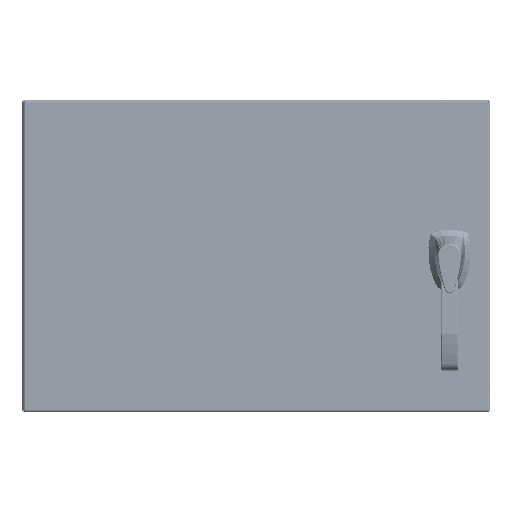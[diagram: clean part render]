
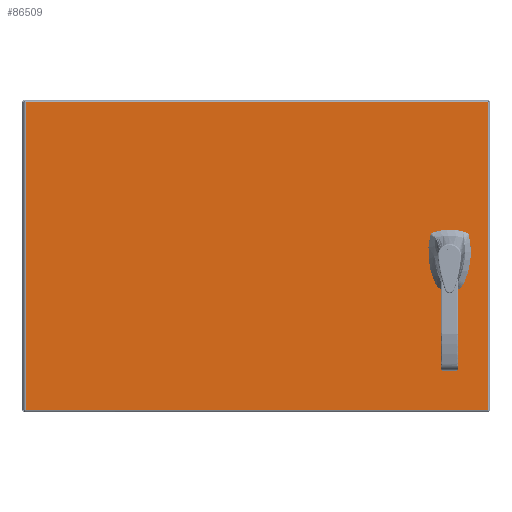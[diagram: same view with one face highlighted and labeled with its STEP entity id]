
A CAD part, front view. The second image highlights one B-rep face of the part: STEP entity #86509.
In plain terms, the highlighted planar face has unit normal (0, -1, 0).
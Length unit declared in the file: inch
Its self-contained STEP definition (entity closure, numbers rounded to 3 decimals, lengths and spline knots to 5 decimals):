
#180 = AXIS2_PLACEMENT_3D ( 'NONE', #87330, #19222, #145609 ) ;
#1261 = VERTEX_POINT ( 'NONE', #26041 ) ;
#2787 = VECTOR ( 'NONE', #122416, 39.37008 ) ;
#3679 = VERTEX_POINT ( 'NONE', #16561 ) ;
#3685 = CARTESIAN_POINT ( 'NONE',  ( 9.5315, -25.02, -0.19796 ) ) ;
#4114 = CARTESIAN_POINT ( 'NONE',  ( 10.12546, -25.02, -0.395 ) ) ;
#4933 = CARTESIAN_POINT ( 'NONE',  ( 9.72854, -25.02, 0.396 ) ) ;
#9449 = EDGE_CURVE ( 'NONE', #63700, #1261, #14490, .T. ) ;
#10045 = VECTOR ( 'NONE', #59763, 39.37008 ) ;
#13449 = EDGE_CURVE ( 'NONE', #43577, #124767, #51067, .T. ) ;
#13616 = CARTESIAN_POINT ( 'NONE',  ( 11.891, -25.02, -7.876 ) ) ;
#14100 = VERTEX_POINT ( 'NONE', #30281 ) ;
#14490 = LINE ( 'NONE', #143107, #149257 ) ;
#14902 = ORIENTED_EDGE ( 'NONE', *, *, #59546, .T. ) ;
#16561 = CARTESIAN_POINT ( 'NONE',  ( 10.3225, -25.02, -0.19796 ) ) ;
#17805 = AXIS2_PLACEMENT_3D ( 'NONE', #72800, #116787, #85676 ) ;
#18614 = EDGE_CURVE ( 'NONE', #3679, #145583, #76202, .T. ) ;
#19222 = DIRECTION ( 'NONE',  ( 0., 1., 0. ) ) ;
#19792 = DIRECTION ( 'NONE',  ( 0., -1., 0. ) ) ;
#21614 = ORIENTED_EDGE ( 'NONE', *, *, #13449, .F. ) ;
#22095 = EDGE_CURVE ( 'NONE', #149717, #58660, #65196, .T. ) ;
#22569 = CARTESIAN_POINT ( 'NONE',  ( 9.927, -25.02, 0.0005 ) ) ;
#24372 = CIRCLE ( 'NONE', #180, 0.4425 ) ;
#26041 = CARTESIAN_POINT ( 'NONE',  ( -11.816, -25.02, -7.876 ) ) ;
#27524 = EDGE_CURVE ( 'NONE', #149717, #38766, #132154, .T. ) ;
#30281 = CARTESIAN_POINT ( 'NONE',  ( 11.891, -25.02, -7.876 ) ) ;
#32997 = CIRCLE ( 'NONE', #119943, 0.4425 ) ;
#34299 = ORIENTED_EDGE ( 'NONE', *, *, #119003, .F. ) ;
#35518 = VERTEX_POINT ( 'NONE', #96378 ) ;
#36368 = VERTEX_POINT ( 'NONE', #149077 ) ;
#37020 = LINE ( 'NONE', #3685, #124415 ) ;
#37864 = DIRECTION ( 'NONE',  ( 0., 1., 0. ) ) ;
#38766 = VERTEX_POINT ( 'NONE', #79176 ) ;
#43478 = ORIENTED_EDGE ( 'NONE', *, *, #114437, .T. ) ;
#43577 = VERTEX_POINT ( 'NONE', #126640 ) ;
#46038 = DIRECTION ( 'NONE',  ( 0., 0., -1. ) ) ;
#46442 = ORIENTED_EDGE ( 'NONE', *, *, #81099, .T. ) ;
#48509 = VECTOR ( 'NONE', #109337, 39.37008 ) ;
#50111 = CARTESIAN_POINT ( 'NONE',  ( 10.3225, -25.02, 0.19896 ) ) ;
#50569 = CARTESIAN_POINT ( 'NONE',  ( 9.72854, -25.02, 0.396 ) ) ;
#51067 = LINE ( 'NONE', #4933, #48509 ) ;
#54583 = CARTESIAN_POINT ( 'NONE',  ( 10.12546, -25.02, -0.395 ) ) ;
#54603 = EDGE_CURVE ( 'NONE', #43577, #145583, #149664, .T. ) ;
#58660 = VERTEX_POINT ( 'NONE', #4114 ) ;
#59546 = EDGE_CURVE ( 'NONE', #14100, #35518, #80980, .T. ) ;
#59747 = ORIENTED_EDGE ( 'NONE', *, *, #80366, .T. ) ;
#59763 = DIRECTION ( 'NONE',  ( 0., 0., 1. ) ) ;
#59968 = ORIENTED_EDGE ( 'NONE', *, *, #18614, .F. ) ;
#60144 = CARTESIAN_POINT ( 'NONE',  ( 9.927, -25.02, -1.5045 ) ) ;
#60612 = DIRECTION ( 'NONE',  ( 0., 0., -1. ) ) ;
#60623 = VECTOR ( 'NONE', #135241, 39.37008 ) ;
#63700 = VERTEX_POINT ( 'NONE', #141264 ) ;
#65196 = LINE ( 'NONE', #54583, #146078 ) ;
#70584 = EDGE_LOOP ( 'NONE', ( #121465, #132988, #34299, #43478, #21614, #128200, #59968, #59747 ) ) ;
#71353 = CARTESIAN_POINT ( 'NONE',  ( 9.72854, -25.02, -0.395 ) ) ;
#72800 = CARTESIAN_POINT ( 'NONE',  ( 9.927, -25.02, -1.3375 ) ) ;
#73699 = VERTEX_POINT ( 'NONE', #60144 ) ;
#75318 = ORIENTED_EDGE ( 'NONE', *, *, #87396, .T. ) ;
#76202 = LINE ( 'NONE', #125412, #2787 ) ;
#78775 = DIRECTION ( 'NONE',  ( 0., 0., -1. ) ) ;
#79176 = CARTESIAN_POINT ( 'NONE',  ( 9.5315, -25.02, -0.19796 ) ) ;
#80366 = EDGE_CURVE ( 'NONE', #3679, #58660, #24372, .T. ) ;
#80980 = LINE ( 'NONE', #13616, #10045 ) ;
#81099 = EDGE_CURVE ( 'NONE', #1261, #14100, #119554, .T. ) ;
#82998 = DIRECTION ( 'NONE',  ( 0., 0., -1. ) ) ;
#85676 = DIRECTION ( 'NONE',  ( 0., 0., -1. ) ) ;
#86509 = ADVANCED_FACE ( 'NONE', ( #148433, #149201, #126480 ), #123484, .T. ) ;
#87330 = CARTESIAN_POINT ( 'NONE',  ( 9.927, -25.02, 0.0005 ) ) ;
#87396 = EDGE_CURVE ( 'NONE', #35518, #63700, #113314, .T. ) ;
#88286 = ORIENTED_EDGE ( 'NONE', *, *, #109799, .T. ) ;
#90141 = CARTESIAN_POINT ( 'NONE',  ( -11.816, -25.02, -7.876 ) ) ;
#96370 = AXIS2_PLACEMENT_3D ( 'NONE', #22569, #103550, #46038 ) ;
#96378 = CARTESIAN_POINT ( 'NONE',  ( 11.891, -25.02, 7.877 ) ) ;
#103009 = EDGE_LOOP ( 'NONE', ( #14902, #75318, #140969, #46442 ) ) ;
#103550 = DIRECTION ( 'NONE',  ( 0., 1., 0. ) ) ;
#104964 = CARTESIAN_POINT ( 'NONE',  ( 9.927, -25.02, 0.0005 ) ) ;
#106001 = CARTESIAN_POINT ( 'NONE',  ( 9.927, -25.02, 0.0005 ) ) ;
#109337 = DIRECTION ( 'NONE',  ( -1., 0., 0. ) ) ;
#109553 = VECTOR ( 'NONE', #126161, 39.37008 ) ;
#109799 = EDGE_CURVE ( 'NONE', #73699, #73699, #119351, .T. ) ;
#111738 = CARTESIAN_POINT ( 'NONE',  ( -11.816, -25.02, -7.876 ) ) ;
#113314 = LINE ( 'NONE', #136797, #109553 ) ;
#114437 = EDGE_CURVE ( 'NONE', #36368, #124767, #32997, .T. ) ;
#116787 = DIRECTION ( 'NONE',  ( 0., 1., 0. ) ) ;
#117337 = DIRECTION ( 'NONE',  ( 0., 0., -1. ) ) ;
#118538 = DIRECTION ( 'NONE',  ( 0., 1., 0. ) ) ;
#119003 = EDGE_CURVE ( 'NONE', #36368, #38766, #37020, .T. ) ;
#119351 = CIRCLE ( 'NONE', #17805, 0.167 ) ;
#119554 = LINE ( 'NONE', #111738, #60623 ) ;
#119943 = AXIS2_PLACEMENT_3D ( 'NONE', #104964, #118538, #82998 ) ;
#121465 = ORIENTED_EDGE ( 'NONE', *, *, #22095, .F. ) ;
#122416 = DIRECTION ( 'NONE',  ( 0., 0., 1. ) ) ;
#122616 = EDGE_LOOP ( 'NONE', ( #88286 ) ) ;
#123484 = PLANE ( 'NONE',  #131194 ) ;
#124415 = VECTOR ( 'NONE', #142196, 39.37008 ) ;
#124767 = VERTEX_POINT ( 'NONE', #50569 ) ;
#124878 = AXIS2_PLACEMENT_3D ( 'NONE', #106001, #37864, #117337 ) ;
#125412 = CARTESIAN_POINT ( 'NONE',  ( 10.3225, -25.02, 0.19896 ) ) ;
#126161 = DIRECTION ( 'NONE',  ( -1., 0., 0. ) ) ;
#126480 = FACE_BOUND ( 'NONE', #122616, .T. ) ;
#126640 = CARTESIAN_POINT ( 'NONE',  ( 10.12546, -25.02, 0.396 ) ) ;
#128200 = ORIENTED_EDGE ( 'NONE', *, *, #54603, .T. ) ;
#131194 = AXIS2_PLACEMENT_3D ( 'NONE', #90141, #19792, #78775 ) ;
#132154 = CIRCLE ( 'NONE', #124878, 0.4425 ) ;
#132988 = ORIENTED_EDGE ( 'NONE', *, *, #27524, .T. ) ;
#135241 = DIRECTION ( 'NONE',  ( 1., 0., 0. ) ) ;
#136797 = CARTESIAN_POINT ( 'NONE',  ( -11.816, -25.02, 7.877 ) ) ;
#140969 = ORIENTED_EDGE ( 'NONE', *, *, #9449, .T. ) ;
#141264 = CARTESIAN_POINT ( 'NONE',  ( -11.816, -25.02, 7.877 ) ) ;
#142196 = DIRECTION ( 'NONE',  ( 0., 0., -1. ) ) ;
#143107 = CARTESIAN_POINT ( 'NONE',  ( -11.816, -25.02, -7.876 ) ) ;
#145583 = VERTEX_POINT ( 'NONE', #50111 ) ;
#145609 = DIRECTION ( 'NONE',  ( 0., 0., -1. ) ) ;
#146078 = VECTOR ( 'NONE', #147679, 39.37008 ) ;
#147679 = DIRECTION ( 'NONE',  ( 1., 0., 0. ) ) ;
#148433 = FACE_BOUND ( 'NONE', #70584, .T. ) ;
#149077 = CARTESIAN_POINT ( 'NONE',  ( 9.5315, -25.02, 0.19896 ) ) ;
#149201 = FACE_OUTER_BOUND ( 'NONE', #103009, .T. ) ;
#149257 = VECTOR ( 'NONE', #60612, 39.37008 ) ;
#149664 = CIRCLE ( 'NONE', #96370, 0.4425 ) ;
#149717 = VERTEX_POINT ( 'NONE', #71353 ) ;
